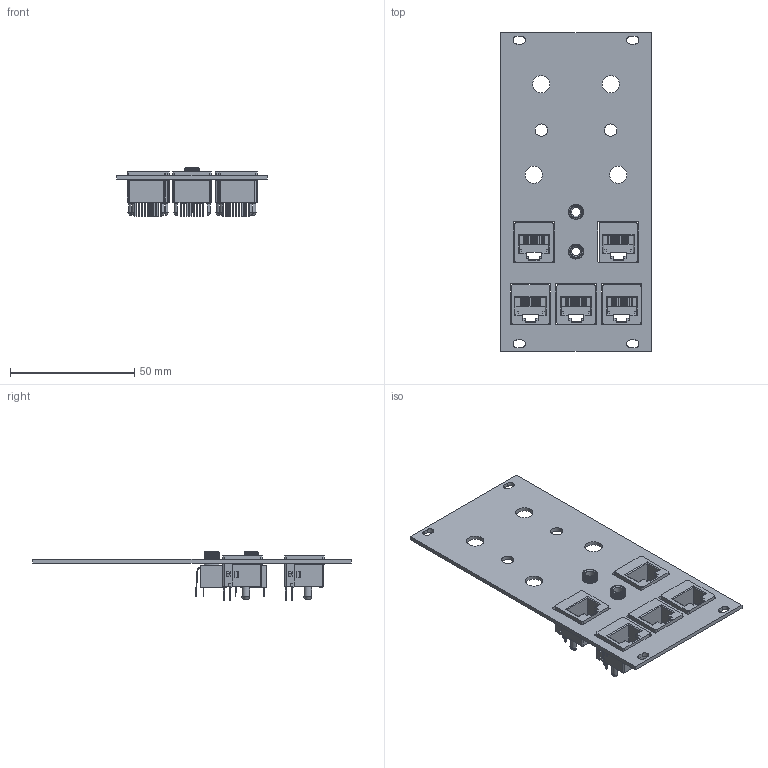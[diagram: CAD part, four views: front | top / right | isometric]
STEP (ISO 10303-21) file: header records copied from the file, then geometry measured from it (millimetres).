
FILE_DESCRIPTION(('KiCad electronic assembly'),'2;1');
FILE_NAME('Quadraphone_Panel.step','2023-01-29T15:54:46',('Pcbnew'),( 'Kicad'),'Open CASCADE STEP processor 7.6','KiCad to STEP converter' ,'Unknown');
FILE_SCHEMA(('AUTOMOTIVE_DESIGN { 1 0 10303 214 1 1 1 1 }'));
Length unit declared in the file: millimetre
Products named in the file (10): Quadraphone_Panel 1; 428788506; COMPOUND; PJ301M-12 Thonkiconn v0.2; SOLID; Quadraphone_Panel PCB; Quadraphone_Panel 2; Quadraphone_Panel 3
Assembly tree (12 placements, depth 3):
  Quadraphone_Panel 1
    428788506  x5
      COMPOUND
    PJ301M-12 Thonkiconn v0.2  x2
      SOLID
      SOLID
      SOLID
    Quadraphone_Panel PCB
  Quadraphone_Panel 2
  Quadraphone_Panel 3
Bounding box: 60.8 x 128.5 x 19.68 mm (x, y, z)
Volume: 18804 mm3; surface area: 26557.7 mm2
Topology: 22 solids, 22 shells, 1877 faces, 5205 edges, 3449 vertices
Faces by surface type: plane 1667, cylinder 192, cone 14, bspline 4
Full cylindrical faces by diameter (mm): 0.762 x10, 1.016 x10, 3.6 x2, 3.966 x2, 5 x2, 6 x2, 7 x4
Entity records: 35310 total; most frequent: CARTESIAN_POINT 8341, DIRECTION 4919, LINE 3534, VECTOR 3534, ORIENTED_EDGE 2598, PCURVE 2598, DEFINITIONAL_REPRESENTATION 2598, EDGE_CURVE 1299
